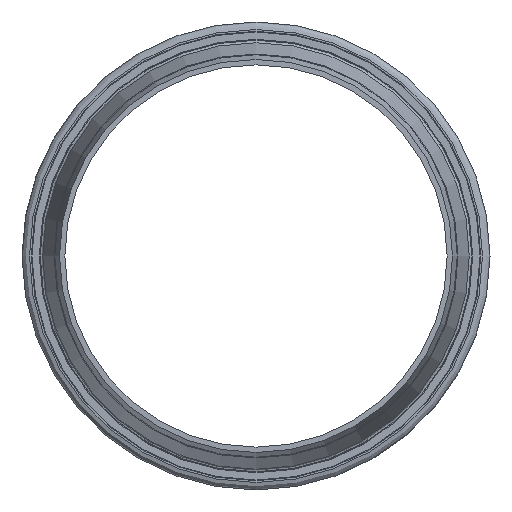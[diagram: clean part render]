
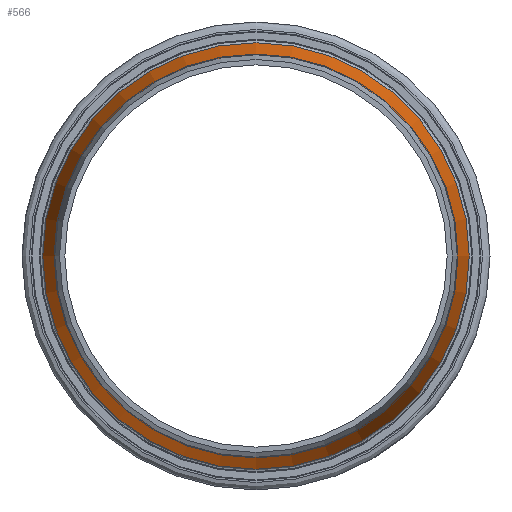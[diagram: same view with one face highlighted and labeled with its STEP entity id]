
A CAD part, front view. The second image highlights one B-rep face of the part: STEP entity #566.
In plain terms, the highlighted conical face has half-angle 15 degrees and reference radius 82.4 mm.
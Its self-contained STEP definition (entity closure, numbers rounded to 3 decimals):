
#52=FACE_OUTER_BOUND('',#89,.T.);
#89=EDGE_LOOP('',(#388,#389,#390,#391));
#132=LINE('',#981,#149);
#149=VECTOR('',#750,82.4);
#166=CIRCLE('',#628,80.);
#167=CIRCLE('',#630,84.8);
#237=VERTEX_POINT('',#975);
#238=VERTEX_POINT('',#979);
#295=EDGE_CURVE('',#237,#237,#166,.T.);
#297=EDGE_CURVE('',#238,#238,#167,.T.);
#298=EDGE_CURVE('',#238,#237,#132,.T.);
#388=ORIENTED_EDGE('',*,*,#297,.F.);
#389=ORIENTED_EDGE('',*,*,#298,.T.);
#390=ORIENTED_EDGE('',*,*,#295,.T.);
#391=ORIENTED_EDGE('',*,*,#298,.F.);
#557=CONICAL_SURFACE('',#629,82.4,0.262);
#566=ADVANCED_FACE('',(#52),#557,.T.);
#628=AXIS2_PLACEMENT_3D('',#976,#743,#744);
#629=AXIS2_PLACEMENT_3D('',#978,#746,#747);
#630=AXIS2_PLACEMENT_3D('',#980,#748,#749);
#743=DIRECTION('center_axis',(0.,1.,0.));
#744=DIRECTION('ref_axis',(1.,0.,0.));
#746=DIRECTION('center_axis',(0.,1.,0.));
#747=DIRECTION('ref_axis',(-1.,0.,0.));
#748=DIRECTION('center_axis',(0.,1.,0.));
#749=DIRECTION('ref_axis',(1.,0.,0.));
#750=DIRECTION('',(-0.259,-0.966,0.));
#975=CARTESIAN_POINT('',(80.,5979.948,0.));
#976=CARTESIAN_POINT('Origin',(0.,5979.948,0.));
#978=CARTESIAN_POINT('Origin',(0.,5988.905,0.));
#979=CARTESIAN_POINT('',(84.8,5997.862,0.));
#980=CARTESIAN_POINT('Origin',(0.,5997.862,0.));
#981=CARTESIAN_POINT('',(82.4,5988.905,0.));
